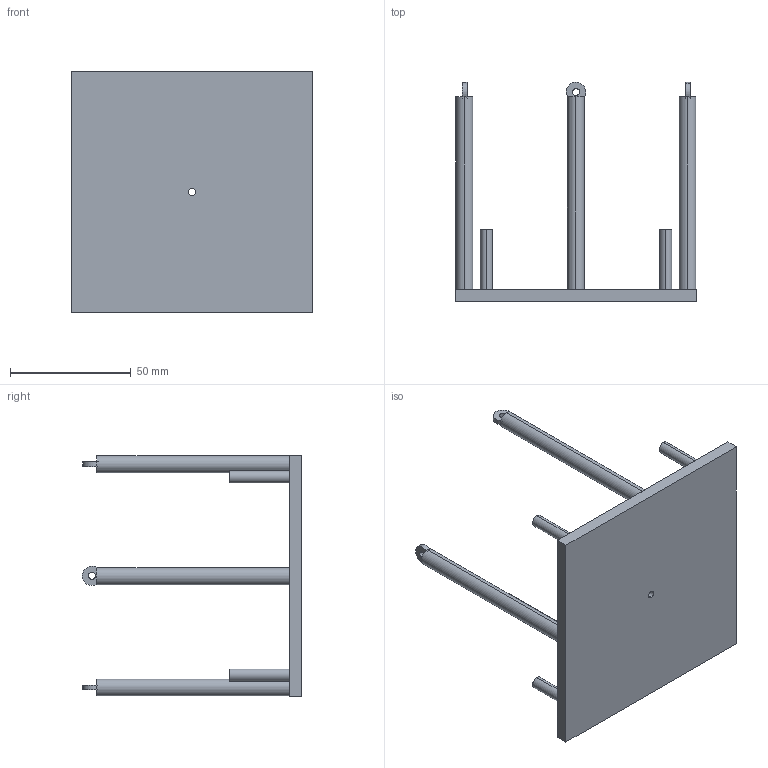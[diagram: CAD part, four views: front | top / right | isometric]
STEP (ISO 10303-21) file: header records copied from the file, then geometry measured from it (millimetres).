
FILE_DESCRIPTION (( 'STEP AP203' ), '1' );
FILE_NAME ('pd.STEP', '2025-11-27T08:28:39', ( '' ), ( '' ), 'SwSTEP 2.0', 'SolidWorks 2025', '' );
FILE_SCHEMA (( 'CONFIG_CONTROL_DESIGN' ));
Length unit declared in the file: millimetre
Products named in the file (5): smaller; pd; stolbbig2025; podst2025; ushko2025
Assembly tree (13 placements, depth 2):
  pd
    podst2025
    stolbbig2025  x4
    ushko2025  x4
    smaller  x4
Bounding box: 100 x 91.03 x 100 mm (x, y, z)
Volume: 64550.3 mm3; surface area: 31944.8 mm2
Topology: 13 solids, 13 shells, 72 faces, 138 edges, 92 vertices
Faces by surface type: cylinder 42, plane 30
Entity records: 1459 total; most frequent: DIRECTION 152, CARTESIAN_POINT 120, ORIENTED_EDGE 96, AXIS2_PLACEMENT_3D 64, PERSON_AND_ORGANIZATION 53, DATE_AND_TIME 51, CALENDAR_DATE 51, LOCAL_TIME 51
